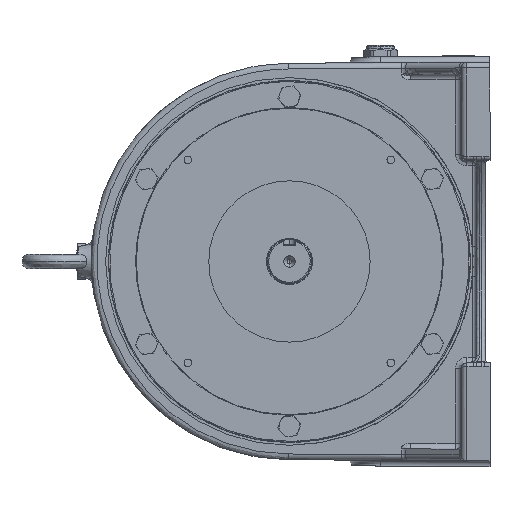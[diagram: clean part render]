
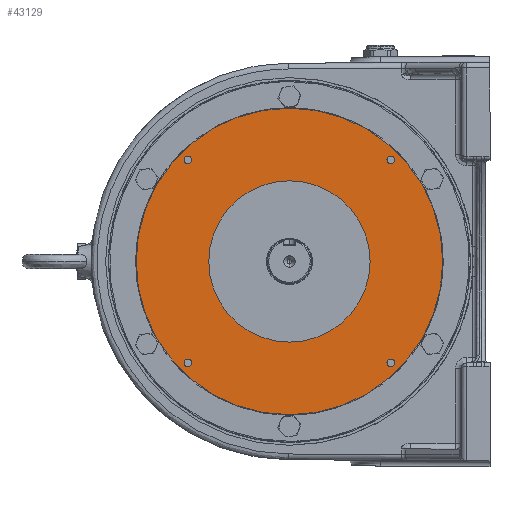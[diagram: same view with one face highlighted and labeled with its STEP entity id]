
A CAD part, left-side view. The second image highlights one B-rep face of the part: STEP entity #43129.
In plain terms, the highlighted planar face has unit normal (-1, 0, 0).
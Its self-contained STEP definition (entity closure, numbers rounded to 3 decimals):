
#255 = DIRECTION ( 'NONE',  ( -1., 0., 0. ) ) ;
#519 = VERTEX_POINT ( 'NONE', #36675 ) ;
#1438 = DIRECTION ( 'NONE',  ( -1., 0., 0. ) ) ;
#1630 = DIRECTION ( 'NONE',  ( 0., 0., -1. ) ) ;
#1733 = DIRECTION ( 'NONE',  ( 0., 0., -1. ) ) ;
#2835 = EDGE_CURVE ( 'NONE', #9717, #50372, #50830, .T. ) ;
#3888 = CARTESIAN_POINT ( 'NONE',  ( -207., 174., -133. ) ) ;
#4902 = ORIENTED_EDGE ( 'NONE', *, *, #59005, .F. ) ;
#6262 = CARTESIAN_POINT ( 'NONE',  ( -207., 262.035, -91.435 ) ) ;
#6593 = CIRCLE ( 'NONE', #39382, 133. ) ;
#7267 = FACE_BOUND ( 'NONE', #49408, .T. ) ;
#9621 = DIRECTION ( 'NONE',  ( -1., 0., 0. ) ) ;
#9717 = VERTEX_POINT ( 'NONE', #53598 ) ;
#10126 = DIRECTION ( 'NONE',  ( -1., 0., 0. ) ) ;
#11221 = EDGE_CURVE ( 'NONE', #50372, #9717, #26424, .T. ) ;
#11913 = DIRECTION ( 'NONE',  ( 1., 0., 0. ) ) ;
#12170 = CARTESIAN_POINT ( 'NONE',  ( -207., 85.965, 88.035 ) ) ;
#13179 = AXIS2_PLACEMENT_3D ( 'NONE', #44087, #11913, #1630 ) ;
#13650 = VERTEX_POINT ( 'NONE', #69809 ) ;
#14024 = DIRECTION ( 'NONE',  ( -1., 0., 0. ) ) ;
#14792 = ORIENTED_EDGE ( 'NONE', *, *, #57122, .F. ) ;
#15082 = CARTESIAN_POINT ( 'NONE',  ( -207., 262.035, -88.035 ) ) ;
#15105 = CARTESIAN_POINT ( 'NONE',  ( -207., 174., 133. ) ) ;
#15771 = ORIENTED_EDGE ( 'NONE', *, *, #54539, .F. ) ;
#16870 = DIRECTION ( 'NONE',  ( 0., 0., -1. ) ) ;
#17225 = DIRECTION ( 'NONE',  ( 1., 0., 0. ) ) ;
#17398 = DIRECTION ( 'NONE',  ( 0., 0., -1. ) ) ;
#17779 = EDGE_LOOP ( 'NONE', ( #35112, #14792 ) ) ;
#17909 = DIRECTION ( 'NONE',  ( 0., 0., -1. ) ) ;
#20461 = EDGE_CURVE ( 'NONE', #50367, #31365, #6593, .T. ) ;
#21456 = CIRCLE ( 'NONE', #57581, 3.4 ) ;
#21959 = AXIS2_PLACEMENT_3D ( 'NONE', #46437, #9621, #31195 ) ;
#25026 = CARTESIAN_POINT ( 'NONE',  ( -207., 174., 0. ) ) ;
#25693 = DIRECTION ( 'NONE',  ( -1., 0., 0. ) ) ;
#25804 = CARTESIAN_POINT ( 'NONE',  ( -207., 85.965, 91.435 ) ) ;
#25920 = ORIENTED_EDGE ( 'NONE', *, *, #20461, .F. ) ;
#26424 = CIRCLE ( 'NONE', #50161, 3.4 ) ;
#27826 = FACE_BOUND ( 'NONE', #39663, .T. ) ;
#28125 = EDGE_LOOP ( 'NONE', ( #40827, #53549 ) ) ;
#28218 = DIRECTION ( 'NONE',  ( 0., 0., -1. ) ) ;
#28256 = EDGE_LOOP ( 'NONE', ( #50277, #62344 ) ) ;
#28714 = CIRCLE ( 'NONE', #41101, 3.4 ) ;
#28871 = CARTESIAN_POINT ( 'NONE',  ( -207., 174., 0. ) ) ;
#29218 = FACE_OUTER_BOUND ( 'NONE', #40028, .T. ) ;
#29449 = DIRECTION ( 'NONE',  ( -1., 0., 0. ) ) ;
#29896 = EDGE_CURVE ( 'NONE', #519, #57325, #53349, .T. ) ;
#30352 = VERTEX_POINT ( 'NONE', #47433 ) ;
#31195 = DIRECTION ( 'NONE',  ( 0., 0., -1. ) ) ;
#31365 = VERTEX_POINT ( 'NONE', #3888 ) ;
#34322 = CARTESIAN_POINT ( 'NONE',  ( -207., 262.035, 88.035 ) ) ;
#34730 = DIRECTION ( 'NONE',  ( 0., 0., -1. ) ) ;
#35074 = CARTESIAN_POINT ( 'NONE',  ( -207., 85.965, -88.035 ) ) ;
#35112 = ORIENTED_EDGE ( 'NONE', *, *, #59494, .F. ) ;
#35401 = VERTEX_POINT ( 'NONE', #35805 ) ;
#35581 = CARTESIAN_POINT ( 'NONE',  ( -207., 262.035, 88.035 ) ) ;
#35805 = CARTESIAN_POINT ( 'NONE',  ( -207., 174., 70. ) ) ;
#35955 = DIRECTION ( 'NONE',  ( 0., 0., -1. ) ) ;
#36162 = EDGE_CURVE ( 'NONE', #31365, #50367, #56062, .T. ) ;
#36391 = CARTESIAN_POINT ( 'NONE',  ( -207., 174., -70. ) ) ;
#36675 = CARTESIAN_POINT ( 'NONE',  ( -207., 262.035, -84.635 ) ) ;
#38107 = AXIS2_PLACEMENT_3D ( 'NONE', #35581, #14024, #47573 ) ;
#39382 = AXIS2_PLACEMENT_3D ( 'NONE', #66319, #61713, #17909 ) ;
#39663 = EDGE_LOOP ( 'NONE', ( #15771, #56163 ) ) ;
#40028 = EDGE_LOOP ( 'NONE', ( #61121, #25920 ) ) ;
#40827 = ORIENTED_EDGE ( 'NONE', *, *, #61979, .F. ) ;
#41101 = AXIS2_PLACEMENT_3D ( 'NONE', #34322, #1438, #17398 ) ;
#41514 = EDGE_CURVE ( 'NONE', #13650, #30352, #68566, .T. ) ;
#42147 = CARTESIAN_POINT ( 'NONE',  ( -207., 85.965, 84.635 ) ) ;
#43129 = ADVANCED_FACE ( 'NONE', ( #55719, #29218, #43715, #7267, #27826, #49376 ), #65272, .F. ) ;
#43711 = DIRECTION ( 'NONE',  ( 0., 0., -1. ) ) ;
#43715 = FACE_BOUND ( 'NONE', #28125, .T. ) ;
#44087 = CARTESIAN_POINT ( 'NONE',  ( -207., 174., 0. ) ) ;
#44329 = VERTEX_POINT ( 'NONE', #25804 ) ;
#44556 = CIRCLE ( 'NONE', #21959, 3.4 ) ;
#44900 = EDGE_CURVE ( 'NONE', #44329, #54545, #21456, .T. ) ;
#46437 = CARTESIAN_POINT ( 'NONE',  ( -207., 85.965, 88.035 ) ) ;
#47433 = CARTESIAN_POINT ( 'NONE',  ( -207., 262.035, 91.435 ) ) ;
#47573 = DIRECTION ( 'NONE',  ( 0., 0., -1. ) ) ;
#47619 = CARTESIAN_POINT ( 'NONE',  ( -207., 85.965, -91.435 ) ) ;
#47795 = VERTEX_POINT ( 'NONE', #36391 ) ;
#48666 = CARTESIAN_POINT ( 'NONE',  ( -207., 262.035, -88.035 ) ) ;
#49308 = DIRECTION ( 'NONE',  ( -1., 0., 0. ) ) ;
#49376 = FACE_BOUND ( 'NONE', #28256, .T. ) ;
#49408 = EDGE_LOOP ( 'NONE', ( #56082, #4902 ) ) ;
#50005 = AXIS2_PLACEMENT_3D ( 'NONE', #15082, #25693, #50568 ) ;
#50161 = AXIS2_PLACEMENT_3D ( 'NONE', #66803, #57230, #1733 ) ;
#50277 = ORIENTED_EDGE ( 'NONE', *, *, #11221, .F. ) ;
#50367 = VERTEX_POINT ( 'NONE', #15105 ) ;
#50372 = VERTEX_POINT ( 'NONE', #47619 ) ;
#50568 = DIRECTION ( 'NONE',  ( 0., 0., -1. ) ) ;
#50830 = CIRCLE ( 'NONE', #55329, 3.4 ) ;
#52381 = CIRCLE ( 'NONE', #58045, 3.4 ) ;
#53349 = CIRCLE ( 'NONE', #50005, 3.4 ) ;
#53532 = AXIS2_PLACEMENT_3D ( 'NONE', #25026, #56495, #35955 ) ;
#53549 = ORIENTED_EDGE ( 'NONE', *, *, #29896, .F. ) ;
#53598 = CARTESIAN_POINT ( 'NONE',  ( -207., 85.965, -84.635 ) ) ;
#54015 = CARTESIAN_POINT ( 'NONE',  ( -207., 174., 0. ) ) ;
#54539 = EDGE_CURVE ( 'NONE', #54545, #44329, #44556, .T. ) ;
#54545 = VERTEX_POINT ( 'NONE', #42147 ) ;
#54605 = DIRECTION ( 'NONE',  ( 0., 0., -1. ) ) ;
#54906 = CIRCLE ( 'NONE', #67314, 70. ) ;
#55329 = AXIS2_PLACEMENT_3D ( 'NONE', #35074, #29449, #34730 ) ;
#55719 = FACE_BOUND ( 'NONE', #17779, .T. ) ;
#56062 = CIRCLE ( 'NONE', #13179, 133. ) ;
#56082 = ORIENTED_EDGE ( 'NONE', *, *, #41514, .F. ) ;
#56163 = ORIENTED_EDGE ( 'NONE', *, *, #44900, .F. ) ;
#56495 = DIRECTION ( 'NONE',  ( -1., 0., 0. ) ) ;
#57122 = EDGE_CURVE ( 'NONE', #35401, #47795, #54906, .T. ) ;
#57230 = DIRECTION ( 'NONE',  ( -1., 0., 0. ) ) ;
#57325 = VERTEX_POINT ( 'NONE', #6262 ) ;
#57581 = AXIS2_PLACEMENT_3D ( 'NONE', #12170, #49308, #54605 ) ;
#58045 = AXIS2_PLACEMENT_3D ( 'NONE', #48666, #10126, #43711 ) ;
#59005 = EDGE_CURVE ( 'NONE', #30352, #13650, #28714, .T. ) ;
#59494 = EDGE_CURVE ( 'NONE', #47795, #35401, #69337, .T. ) ;
#61121 = ORIENTED_EDGE ( 'NONE', *, *, #36162, .F. ) ;
#61713 = DIRECTION ( 'NONE',  ( 1., 0., 0. ) ) ;
#61979 = EDGE_CURVE ( 'NONE', #57325, #519, #52381, .T. ) ;
#62344 = ORIENTED_EDGE ( 'NONE', *, *, #2835, .F. ) ;
#65272 = PLANE ( 'NONE',  #66082 ) ;
#66082 = AXIS2_PLACEMENT_3D ( 'NONE', #28871, #17225, #16870 ) ;
#66319 = CARTESIAN_POINT ( 'NONE',  ( -207., 174., 0. ) ) ;
#66803 = CARTESIAN_POINT ( 'NONE',  ( -207., 85.965, -88.035 ) ) ;
#67314 = AXIS2_PLACEMENT_3D ( 'NONE', #54015, #255, #28218 ) ;
#68566 = CIRCLE ( 'NONE', #38107, 3.4 ) ;
#69337 = CIRCLE ( 'NONE', #53532, 70. ) ;
#69809 = CARTESIAN_POINT ( 'NONE',  ( -207., 262.035, 84.635 ) ) ;
